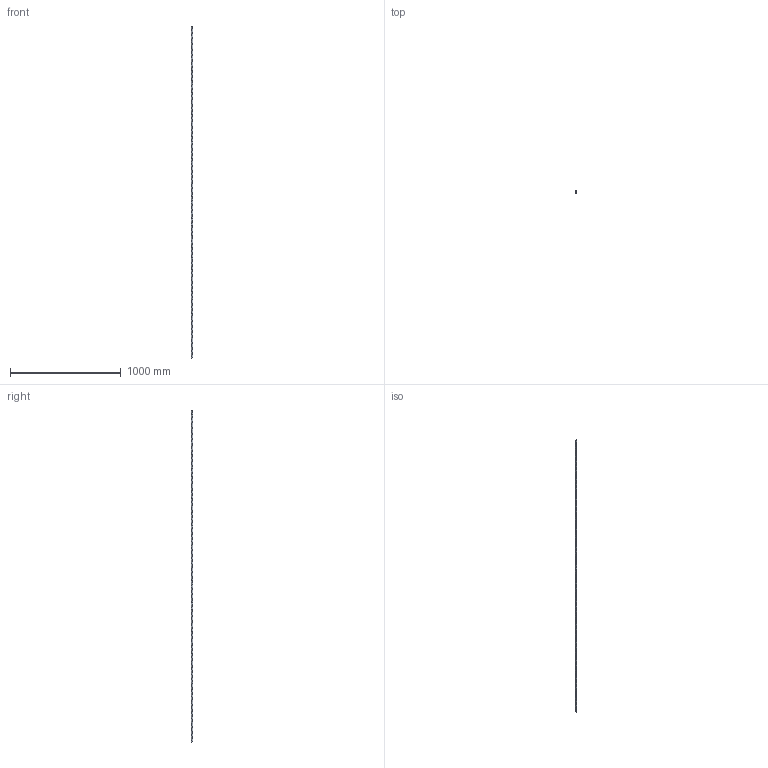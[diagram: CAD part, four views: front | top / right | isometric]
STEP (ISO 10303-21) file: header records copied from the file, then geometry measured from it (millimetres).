
FILE_DESCRIPTION (( 'STEP AP203' ), '1' );
FILE_NAME ('6020.step', '2022-04-28T12:53:31', ( '' ), ( '' ), 'SwSTEP 2.0', 'SolidWorks 2018', '' );
FILE_SCHEMA (( 'CONFIG_CONTROL_DESIGN' ));
Length unit declared in the file: millimetre
Products named in the file (1): 6020
Bounding box: 17.09 x 17.09 x 3000.01 mm (x, y, z)
Volume: 458095.7 mm3; surface area: 145101.6 mm2
Topology: 1 solids, 1 shells, 381 faces, 856 edges, 496 vertices
Faces by surface type: plane 198, bspline 183
Entity records: 19846 total; most frequent: CARTESIAN_POINT 13036, ORIENTED_EDGE 1712, EDGE_CURVE 856, DIRECTION 723, B_SPLINE_CURVE_WITH_KNOTS 531, VERTEX_POINT 496, EDGE_LOOP 400, ADVANCED_FACE 381
